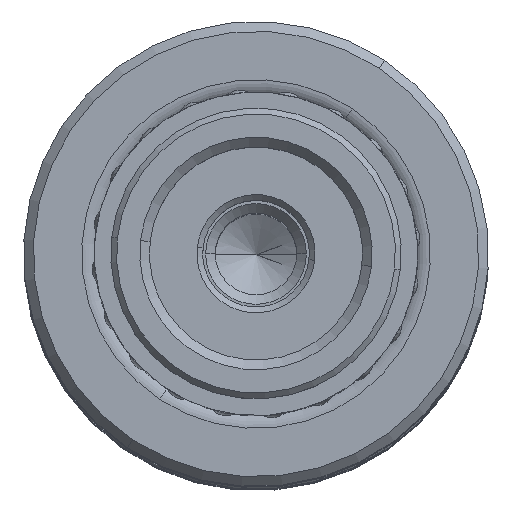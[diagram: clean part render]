
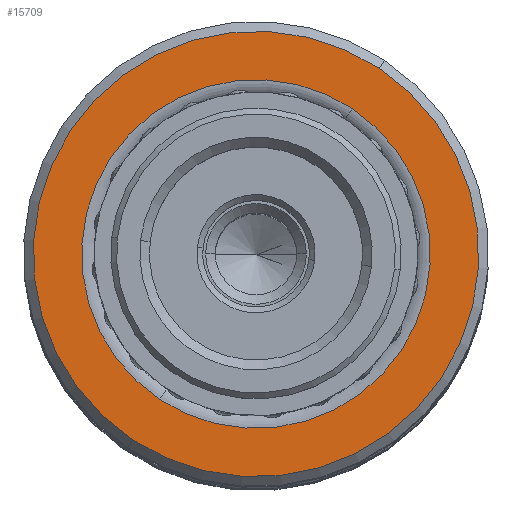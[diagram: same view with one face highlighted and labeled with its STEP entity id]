
A CAD part, top view. The second image highlights one B-rep face of the part: STEP entity #15709.
In plain terms, the highlighted face is planar.
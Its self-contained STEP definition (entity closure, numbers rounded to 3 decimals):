
#3071 = CARTESIAN_POINT ( 'NONE',  ( -9., 0., 0. ) ) ;
#3365 = PLANE ( 'NONE',  #24053 ) ;
#4486 = CIRCLE ( 'NONE', #35110, 11.5 ) ;
#5313 = CARTESIAN_POINT ( 'NONE',  ( 0., 0., 0. ) ) ;
#5655 = EDGE_CURVE ( 'NONE', #18288, #23082, #22791, .T. ) ;
#6823 = DIRECTION ( 'NONE',  ( 0., 0., -1. ) ) ;
#7322 = FACE_BOUND ( 'NONE', #18109, .T. ) ;
#7503 = EDGE_CURVE ( 'NONE', #12494, #25302, #24445, .T. ) ;
#8184 = DIRECTION ( 'NONE',  ( 1., 0., 0. ) ) ;
#8277 = EDGE_LOOP ( 'NONE', ( #27175, #13949 ) ) ;
#9750 = DIRECTION ( 'NONE',  ( 0., 0., 1. ) ) ;
#11952 = DIRECTION ( 'NONE',  ( 1., 0., 0. ) ) ;
#12494 = VERTEX_POINT ( 'NONE', #33158 ) ;
#12839 = CARTESIAN_POINT ( 'NONE',  ( 11.5, 0., 0. ) ) ;
#13699 = AXIS2_PLACEMENT_3D ( 'NONE', #14476, #34354, #17342 ) ;
#13949 = ORIENTED_EDGE ( 'NONE', *, *, #5655, .T. ) ;
#14476 = CARTESIAN_POINT ( 'NONE',  ( 0., 0., 0. ) ) ;
#14710 = CARTESIAN_POINT ( 'NONE',  ( 0., 0., 0. ) ) ;
#14866 = FACE_OUTER_BOUND ( 'NONE', #8277, .T. ) ;
#15709 = ADVANCED_FACE ( 'NONE', ( #7322, #14866 ), #3365, .F. ) ;
#16085 = EDGE_CURVE ( 'NONE', #25302, #12494, #28215, .T. ) ;
#17342 = DIRECTION ( 'NONE',  ( 1., 0., 0. ) ) ;
#18109 = EDGE_LOOP ( 'NONE', ( #19899, #28738 ) ) ;
#18288 = VERTEX_POINT ( 'NONE', #20536 ) ;
#19899 = ORIENTED_EDGE ( 'NONE', *, *, #7503, .T. ) ;
#20536 = CARTESIAN_POINT ( 'NONE',  ( -11.5, 0., 0. ) ) ;
#22791 = CIRCLE ( 'NONE', #13699, 11.5 ) ;
#23082 = VERTEX_POINT ( 'NONE', #12839 ) ;
#23521 = EDGE_CURVE ( 'NONE', #23082, #18288, #4486, .T. ) ;
#23872 = CARTESIAN_POINT ( 'NONE',  ( 0., 0., 0. ) ) ;
#24053 = AXIS2_PLACEMENT_3D ( 'NONE', #14710, #28985, #11952 ) ;
#24445 = CIRCLE ( 'NONE', #25643, 9. ) ;
#25224 = DIRECTION ( 'NONE',  ( 0., 0., 1. ) ) ;
#25302 = VERTEX_POINT ( 'NONE', #3071 ) ;
#25643 = AXIS2_PLACEMENT_3D ( 'NONE', #26777, #9750, #29661 ) ;
#26710 = DIRECTION ( 'NONE',  ( 1., 0., 0. ) ) ;
#26777 = CARTESIAN_POINT ( 'NONE',  ( 0., 0., 0. ) ) ;
#27175 = ORIENTED_EDGE ( 'NONE', *, *, #23521, .T. ) ;
#28215 = CIRCLE ( 'NONE', #35471, 9. ) ;
#28738 = ORIENTED_EDGE ( 'NONE', *, *, #16085, .T. ) ;
#28985 = DIRECTION ( 'NONE',  ( 0., 0., 1. ) ) ;
#29661 = DIRECTION ( 'NONE',  ( 1., 0., 0. ) ) ;
#33158 = CARTESIAN_POINT ( 'NONE',  ( 9., 0., 0. ) ) ;
#34354 = DIRECTION ( 'NONE',  ( 0., 0., -1. ) ) ;
#35110 = AXIS2_PLACEMENT_3D ( 'NONE', #23872, #6823, #26710 ) ;
#35471 = AXIS2_PLACEMENT_3D ( 'NONE', #5313, #25224, #8184 ) ;
